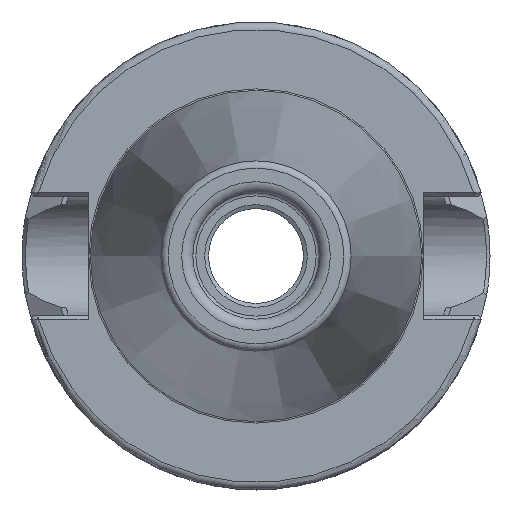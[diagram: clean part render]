
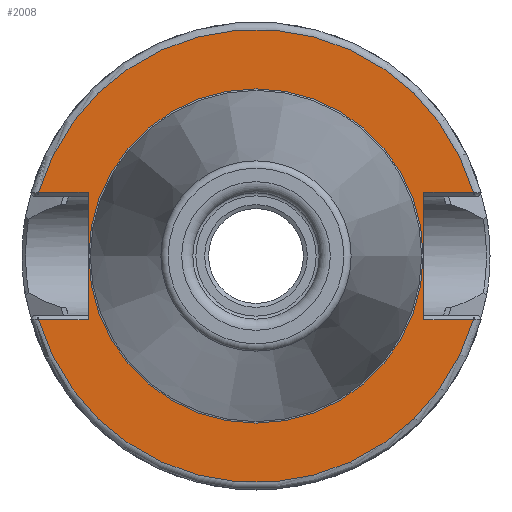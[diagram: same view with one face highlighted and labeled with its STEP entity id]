
A CAD part, left-side view. The second image highlights one B-rep face of the part: STEP entity #2008.
In plain terms, the highlighted planar face has unit normal (-1, 0, 0).
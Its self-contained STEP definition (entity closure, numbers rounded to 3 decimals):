
#109=FACE_BOUND('',#317,.T.);
#122=PLANE('',#2187);
#203=FACE_OUTER_BOUND('',#316,.T.);
#316=EDGE_LOOP('',(#1462,#1463,#1464,#1465,#1466,#1467,#1468,#1469));
#317=EDGE_LOOP('',(#1470,#1471));
#421=LINE('',#3340,#515);
#423=LINE('',#3408,#517);
#424=LINE('',#3410,#518);
#425=LINE('',#3414,#519);
#426=LINE('',#3416,#520);
#427=LINE('',#3417,#521);
#515=VECTOR('',#2534,10.);
#517=VECTOR('',#2552,10.);
#518=VECTOR('',#2553,10.);
#519=VECTOR('',#2556,10.);
#520=VECTOR('',#2557,10.);
#521=VECTOR('',#2558,10.);
#645=CIRCLE('',#2186,30.5);
#646=CIRCLE('',#2188,30.5);
#647=CIRCLE('',#2189,22.498);
#648=CIRCLE('',#2190,22.498);
#820=VERTEX_POINT('',#3333);
#823=VERTEX_POINT('',#3338);
#829=VERTEX_POINT('',#3386);
#831=VERTEX_POINT('',#3407);
#832=VERTEX_POINT('',#3409);
#833=VERTEX_POINT('',#3411);
#834=VERTEX_POINT('',#3413);
#835=VERTEX_POINT('',#3415);
#836=VERTEX_POINT('',#3418);
#837=VERTEX_POINT('',#3419);
#1065=EDGE_CURVE('',#823,#820,#421,.T.);
#1075=EDGE_CURVE('',#820,#829,#645,.T.);
#1078=EDGE_CURVE('',#823,#831,#423,.T.);
#1079=EDGE_CURVE('',#832,#831,#424,.T.);
#1080=EDGE_CURVE('',#833,#832,#646,.T.);
#1081=EDGE_CURVE('',#834,#833,#425,.T.);
#1082=EDGE_CURVE('',#834,#835,#426,.T.);
#1083=EDGE_CURVE('',#829,#835,#427,.T.);
#1084=EDGE_CURVE('',#836,#837,#647,.T.);
#1085=EDGE_CURVE('',#837,#836,#648,.T.);
#1462=ORIENTED_EDGE('',*,*,#1065,.F.);
#1463=ORIENTED_EDGE('',*,*,#1078,.T.);
#1464=ORIENTED_EDGE('',*,*,#1079,.F.);
#1465=ORIENTED_EDGE('',*,*,#1080,.F.);
#1466=ORIENTED_EDGE('',*,*,#1081,.F.);
#1467=ORIENTED_EDGE('',*,*,#1082,.T.);
#1468=ORIENTED_EDGE('',*,*,#1083,.F.);
#1469=ORIENTED_EDGE('',*,*,#1075,.F.);
#1470=ORIENTED_EDGE('',*,*,#1084,.T.);
#1471=ORIENTED_EDGE('',*,*,#1085,.T.);
#2008=ADVANCED_FACE('',(#203,#109),#122,.T.);
#2186=AXIS2_PLACEMENT_3D('',#3387,#2548,#2549);
#2187=AXIS2_PLACEMENT_3D('',#3406,#2550,#2551);
#2188=AXIS2_PLACEMENT_3D('',#3412,#2554,#2555);
#2189=AXIS2_PLACEMENT_3D('',#3420,#2559,#2560);
#2190=AXIS2_PLACEMENT_3D('',#3421,#2561,#2562);
#2534=DIRECTION('',(0.,-1.,0.));
#2548=DIRECTION('center_axis',(1.,0.,0.));
#2549=DIRECTION('ref_axis',(0.,0.,-1.));
#2550=DIRECTION('center_axis',(-1.,0.,0.));
#2551=DIRECTION('ref_axis',(0.,0.,1.));
#2552=DIRECTION('',(0.,0.,1.));
#2553=DIRECTION('',(0.,1.,0.));
#2554=DIRECTION('center_axis',(1.,0.,0.));
#2555=DIRECTION('ref_axis',(0.,0.,-1.));
#2556=DIRECTION('',(0.,1.,0.));
#2557=DIRECTION('',(0.,0.,-1.));
#2558=DIRECTION('',(0.,-1.,0.));
#2559=DIRECTION('center_axis',(1.,0.,0.));
#2560=DIRECTION('ref_axis',(0.,0.,-1.));
#2561=DIRECTION('center_axis',(1.,0.,0.));
#2562=DIRECTION('ref_axis',(0.,0.,-1.));
#3333=CARTESIAN_POINT('',(1.6,-29.277,-8.55));
#3338=CARTESIAN_POINT('',(1.6,-22.6,-8.55));
#3340=CARTESIAN_POINT('',(1.6,-0.5,-8.55));
#3386=CARTESIAN_POINT('',(1.6,29.277,-8.55));
#3387=CARTESIAN_POINT('Origin',(1.6,0.,
0.));
#3406=CARTESIAN_POINT('Origin',(1.6,30.5,0.));
#3407=CARTESIAN_POINT('',(1.6,-22.6,8.55));
#3408=CARTESIAN_POINT('',(1.6,-22.6,0.));
#3409=CARTESIAN_POINT('',(1.6,-29.277,8.55));
#3410=CARTESIAN_POINT('',(1.6,-0.5,8.55));
#3411=CARTESIAN_POINT('',(1.6,29.277,8.55));
#3412=CARTESIAN_POINT('Origin',(1.6,0.,
0.));
#3413=CARTESIAN_POINT('',(1.6,22.6,8.55));
#3414=CARTESIAN_POINT('',(1.6,31.,8.55));
#3415=CARTESIAN_POINT('',(1.6,22.6,-8.55));
#3416=CARTESIAN_POINT('',(1.6,22.6,0.));
#3417=CARTESIAN_POINT('',(1.6,31.,-8.55));
#3418=CARTESIAN_POINT('',(1.6,22.498,0.));
#3419=CARTESIAN_POINT('',(1.6,0.,22.498));
#3420=CARTESIAN_POINT('Origin',(1.6,0.,
0.));
#3421=CARTESIAN_POINT('Origin',(1.6,0.,
0.));
